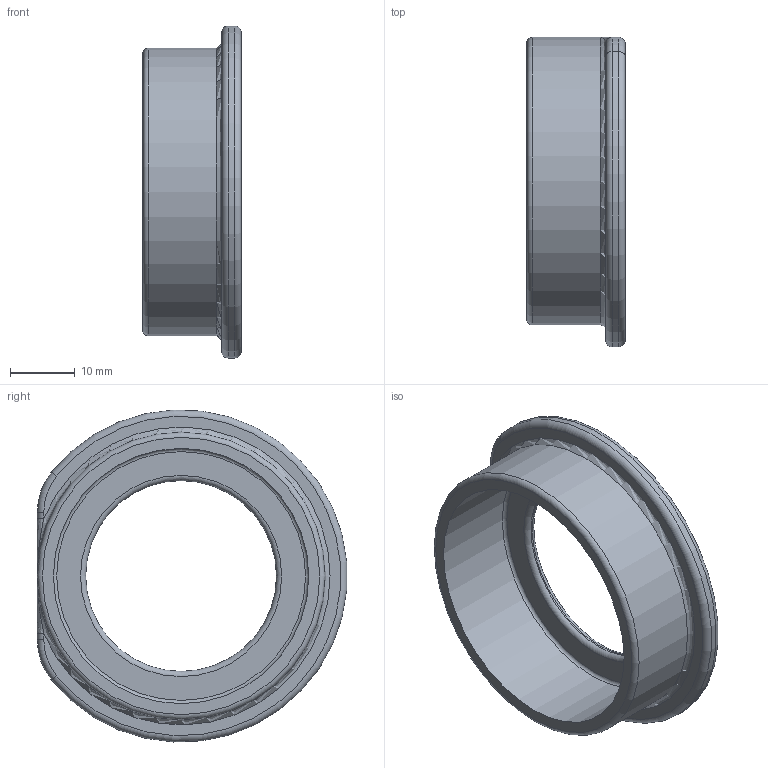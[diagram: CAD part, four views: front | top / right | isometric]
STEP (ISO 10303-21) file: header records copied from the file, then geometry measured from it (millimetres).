
FILE_DESCRIPTION(/* description */ ('Demontagewerkzeug FRONTFIXDAT40'),/* implementation_level */ '2;1');
FILE_NAME(/* name */ 'Demontagewerkzeug-FRONTFIXDAT40-RST.stp',/* time_stamp */ '2025-10-28T10:35:55+01:00',/* author */ ('sl'),/* organization */ (''),/* preprocessor_version */ 'ST-DEVELOPER v16.5',/* originating_system */ 'Autodesk Inventor 2017',/* authorisation */ '');
FILE_SCHEMA (('CONFIG_CONTROL_DESIGN'));
Length unit declared in the file: millimetre
Products named in the file (1): FRONTFIXDAT40
Bounding box: 15.23 x 47.92 x 51.43 mm (x, y, z)
Volume: 7343.2 mm3; surface area: 6374.8 mm2
Topology: 1 solids, 1 shells, 27 faces, 56 edges, 30 vertices
Faces by surface type: torus 11, cylinder 9, plane 5, bspline 2
Full cylindrical faces by diameter (mm): 29.56 x1, 39.55 x1, 44.55 x1
Entity records: 788 total; most frequent: CARTESIAN_POINT 211, DIRECTION 128, ORIENTED_EDGE 94, AXIS2_PLACEMENT_3D 59, EDGE_CURVE 47, EDGE_LOOP 37, CIRCLE 33, VERTEX_POINT 30
